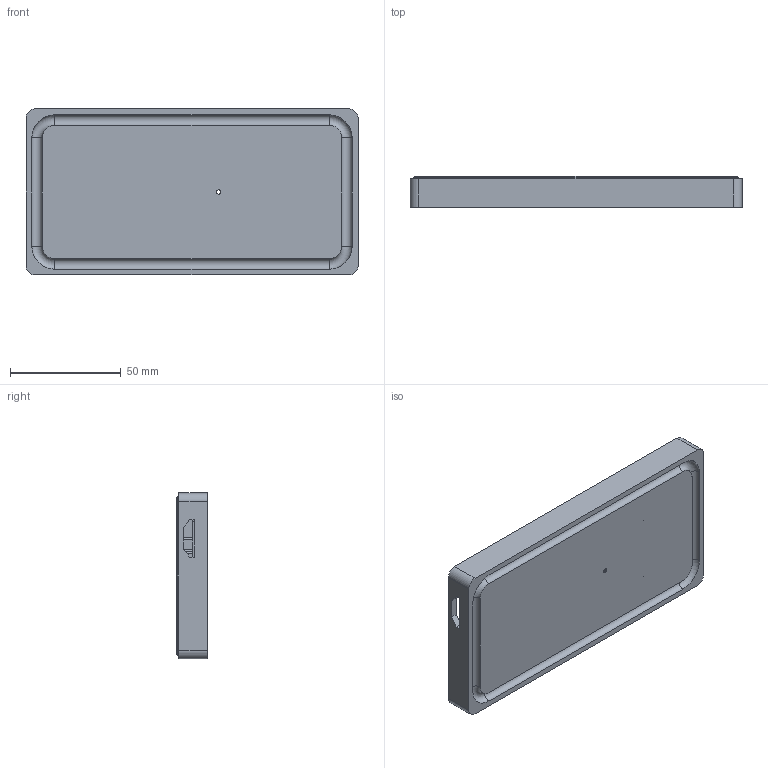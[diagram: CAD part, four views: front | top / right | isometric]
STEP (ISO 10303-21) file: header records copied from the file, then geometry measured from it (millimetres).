
FILE_DESCRIPTION(/* description */ (''),/* implementation_level */ '2;1');
FILE_NAME(/* name */ 'clampShellBottom.step',/* time_stamp */ '2025-06-14T18:57:10-05:00',/* author */ (''),/* organization */ (''),/* preprocessor_version */ 'ST-DEVELOPER v20.1',/* originating_system */ 'Autodesk Translation Framework v14.10.0.0',/* authorisation */ '');
FILE_SCHEMA (('AUTOMOTIVE_DESIGN { 1 0 10303 214 3 1 1 }'));
Length unit declared in the file: millimetre
Products named in the file (1): clampShell
Bounding box: 150 x 14 x 75 mm (x, y, z)
Volume: 38650.6 mm3; surface area: 38333.6 mm2
Topology: 1 solids, 1 shells, 119 faces, 316 edges, 202 vertices
Faces by surface type: plane 50, cylinder 41, torus 12, bspline 12, cone 4
Full cylindrical faces by diameter (mm): 2 x1, 3 x2
Entity records: 4175 total; most frequent: CARTESIAN_POINT 1203, ORIENTED_EDGE 632, DIRECTION 589, EDGE_CURVE 316, AXIS2_PLACEMENT_3D 207, VERTEX_POINT 202, LINE 175, VECTOR 175
